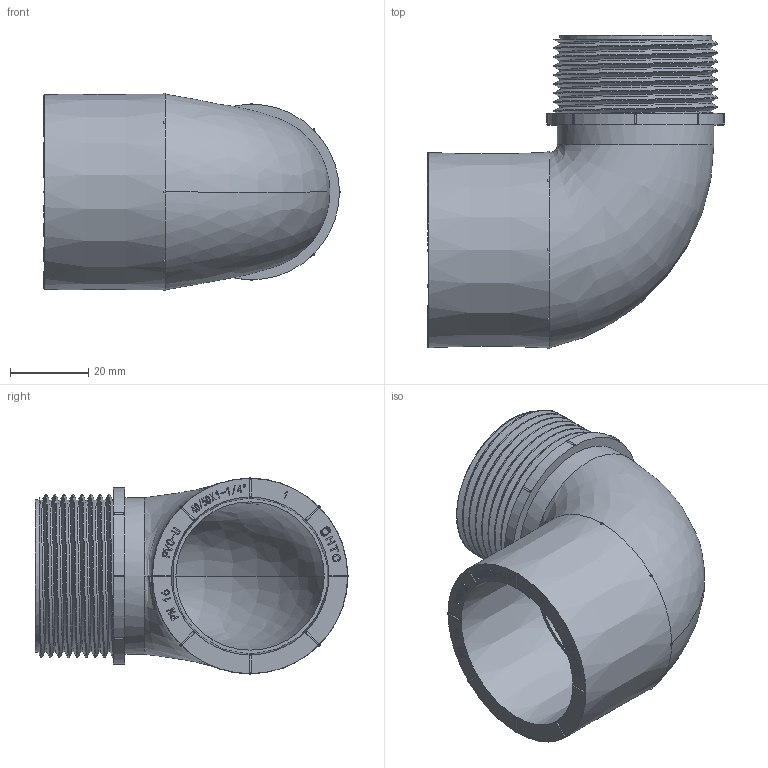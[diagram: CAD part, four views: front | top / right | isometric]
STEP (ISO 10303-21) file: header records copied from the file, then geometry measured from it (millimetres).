
FILE_DESCRIPTION(/* description */ (''),/* implementation_level */ '2;1');
FILE_NAME(/* name */ 'Z6D040040.stp',/* time_stamp */ '2025-06-12T14:47:11+08:00',/* author */ (''),/* organization */ (''),/* preprocessor_version */ 'ST-DEVELOPER v16.7',/* originating_system */ 'SIEMENS PLM Software NX 12.0',/* authorisation */ '');
FILE_SCHEMA (('AUTOMOTIVE_DESIGN { 1 0 10303 214 3 1 1 1 }'));
Length unit declared in the file: millimetre
Products named in the file (1): Admi0820CA58pvxn
Bounding box: 76.15 x 80.36 x 50.61 mm (x, y, z)
Volume: 63848 mm3; surface area: 28181.6 mm2
Topology: 1 solids, 1 shells, 1097 faces, 3120 edges, 2032 vertices
Faces by surface type: plane 958, cylinder 91, sphere 32, extrusion 8, bspline 6, cone 2
Full cylindrical faces by diameter (mm): 1.5 x1, 1.9 x1, 30 x1, 38 x1, 38.952 x8, 40.1 x1
Entity records: 43444 total; most frequent: CARTESIAN_POINT 19041, ORIENTED_EDGE 6040, DIRECTION 3547, EDGE_CURVE 3020, VERTEX_POINT 1980, B_SPLINE_CURVE_WITH_KNOTS 1814, AXIS2_PLACEMENT_3D 1249, EDGE_LOOP 1138
